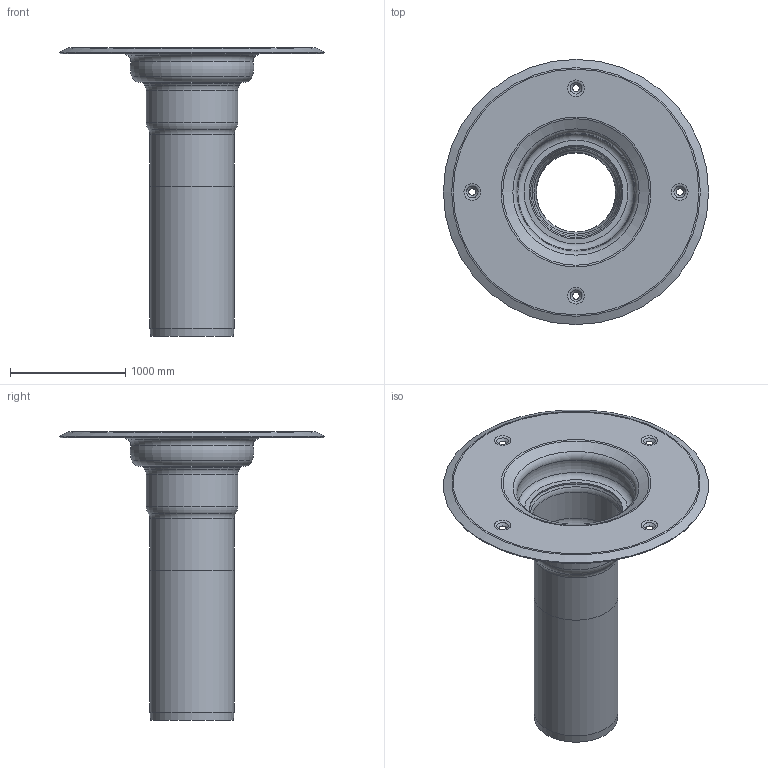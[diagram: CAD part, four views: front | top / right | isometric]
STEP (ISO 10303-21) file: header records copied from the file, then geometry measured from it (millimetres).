
FILE_DESCRIPTION(/* description */ (''),/* implementation_level */ '2;1');
FILE_NAME(/* name */ '15279.070X_3D.stp',/* time_stamp */ '2024-12-11T14:56:02+01:00',/* author */ ('CAD'),/* organization */ (''),/* preprocessor_version */ 'ST-DEVELOPER v20',/* originating_system */ 'AutoCAD Mechanical',/* authorisation */ '');
FILE_SCHEMA (('AUTOMOTIVE_DESIGN { 1 0 10303 214 3 1 1 }'));
Length unit declared in the file: centimetre
Products named in the file (2): Product; *S0
Assembly tree (1 placements, depth 2):
  Product
    *S0
Bounding box: 2300 x 2300 x 2500 mm (x, y, z)
Volume: 145257621.4 mm3; surface area: 19002883 mm2
Topology: 3 solids, 3 shells, 60 faces, 141 edges, 88 vertices
Faces by surface type: torus 24, cone 23, cylinder 7, plane 6
Full cylindrical faces by diameter (mm): 698 x2, 730 x2, 763 x1, 795 x1, 810 x1
Entity records: 1860 total; most frequent: DIRECTION 377, CARTESIAN_POINT 292, ORIENTED_EDGE 280, AXIS2_PLACEMENT_3D 173, EDGE_CURVE 140, CIRCLE 110, VERTEX_POINT 86, EDGE_LOOP 74
